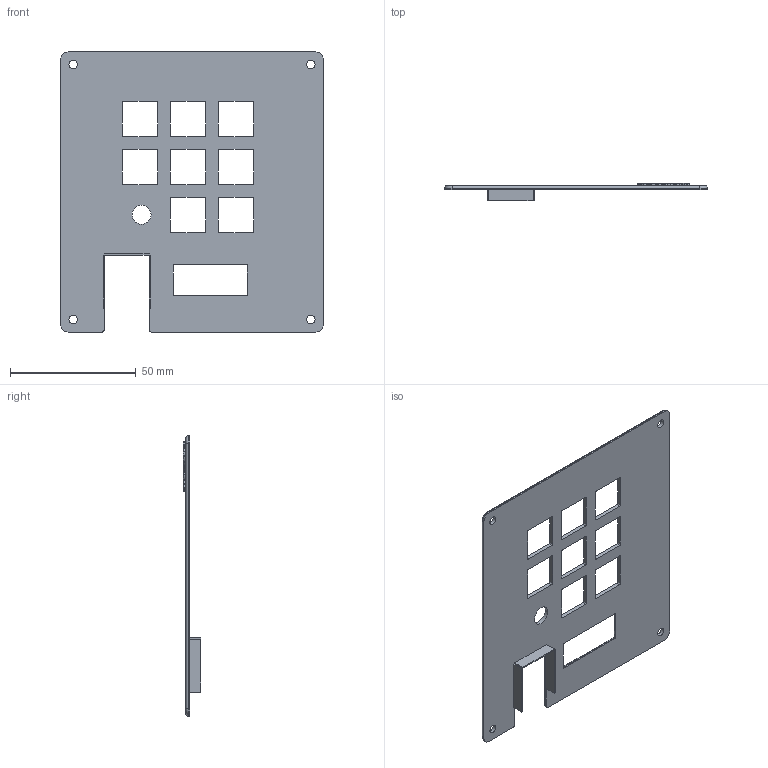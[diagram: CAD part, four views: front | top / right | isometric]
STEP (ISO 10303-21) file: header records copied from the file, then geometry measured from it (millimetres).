
FILE_DESCRIPTION(/* description */ (''),/* implementation_level */ '2;1');
FILE_NAME(/* name */ '3fb25236-593b-45c5-8f71-02af043ab291.stp',/* time_stamp */ '2026-02-15T05:05:51Z',/* author */ (''),/* organization */ (''),/* preprocessor_version */ 'ST-DEVELOPER v20.1',/* originating_system */ 'Autodesk Translation Framework v14.24.0.0',/* authorisation */ '');
FILE_SCHEMA (('AUTOMOTIVE_DESIGN { 1 0 10303 214 3 1 1 }'));
Length unit declared in the file: millimetre
Products named in the file (1): 2026-01-18-11-38-31-525
Bounding box: 104.25 x 6.97 x 111.21 mm (x, y, z)
Volume: 13698.7 mm3; surface area: 20350 mm2
Topology: 1 solids, 1 shells, 864 faces, 2517 edges, 1668 vertices
Faces by surface type: bspline 518, plane 285, cylinder 55, torus 4, sphere 2
Full cylindrical faces by diameter (mm): 3.4 x4, 7.5 x1
Entity records: 29656 total; most frequent: CARTESIAN_POINT 12420, ORIENTED_EDGE 5034, EDGE_CURVE 2517, DIRECTION 2071, VERTEX_POINT 1668, LINE 1161, VECTOR 1161, EDGE_LOOP 907
